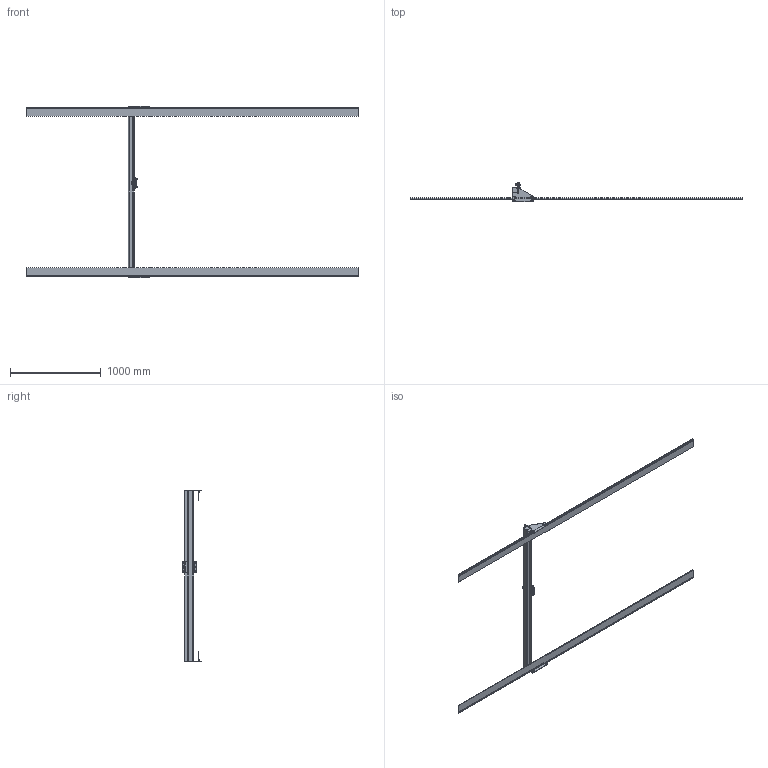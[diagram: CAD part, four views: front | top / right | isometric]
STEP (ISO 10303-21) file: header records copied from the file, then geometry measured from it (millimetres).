
FILE_DESCRIPTION (( 'STEP AP214' ), '1' );
FILE_NAME ('CNC Table Assembly.STEP', '2014-05-06T00:09:07', ( 'Tyler J Ross' ), ( '' ), 'SwSTEP 2.0', 'SolidWorks 2013', '' );
FILE_SCHEMA (( 'AUTOMOTIVE_DESIGN' ));
Length unit declared in the file: inch
Products named in the file (26): Z Mount Pipe; MirrorX Rail Weldment; MirrorX Motor Mount Plate; Y Motor Mount Weldment; Gantry Tube; Bearing Axle; Guide Bearing; MirrorX Guide Rack; Bearing Bolt; Gantry Rail; Bearing Nut_M8-1.25; Bearing; X Motor Mount Plate; X Rail Weldment; MirrorX Motor Mount Weldment; Gantry Weldment; MirrorX Rail; X Guide Rack; Bearing Block; Bearing Washer; Y Motor Mount Plate; Y Motor Mount Threaded Rod; X Rail; CNC Table Assembly; X Motor Mount Weldment; MirrorBearing Axle
Assembly tree (62 placements, depth 4):
  CNC Table Assembly
    X Rail Weldment
      X Rail
      X Guide Rack
    MirrorX Rail Weldment
      MirrorX Rail
      MirrorX Guide Rack
    Gantry Weldment
      Gantry Tube
      Gantry Rail
      X Motor Mount Weldment
        X Motor Mount Plate
        Bearing Axle  x2
      MirrorX Motor Mount Weldment
        MirrorX Motor Mount Plate
        MirrorBearing Axle  x2
    Y Motor Mount Weldment
      Y Motor Mount Plate
      Y Motor Mount Threaded Rod  x2
      Bearing Axle  x4
      Guide Bearing  x4
      Bearing Block  x2
      Z Mount Pipe
    Bearing Bolt  x6
    Bearing  x2
    Bearing Washer  x12
    Bearing Nut_M8-1.25  x6
    Guide Bearing  x4
Bounding box: 3657.6 x 209.44 x 1893.89 mm (x, y, z)
Volume: 11454013.1 mm3; surface area: 3227971.5 mm2
Topology: 196 solids, 196 shells, 1274 faces, 3126 edges, 1752 vertices
Faces by surface type: plane 430, bspline 304, cylinder 280, cone 184, torus 48, sphere 28
Entity records: 13362 total; most frequent: CARTESIAN_POINT 3055, DIRECTION 1910, ORIENTED_EDGE 1692, EDGE_CURVE 846, AXIS2_PLACEMENT_3D 719, VERTEX_POINT 564, LINE 472, VECTOR 472
